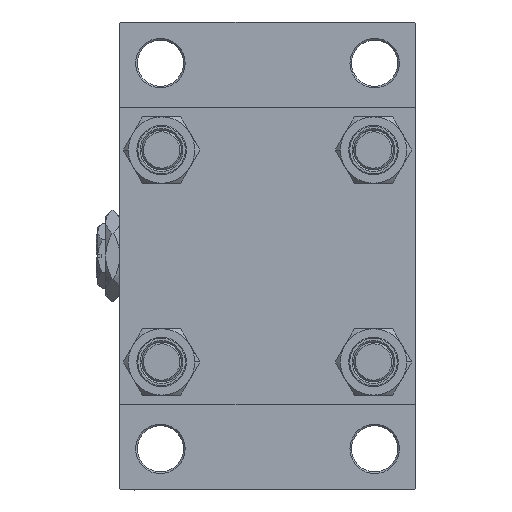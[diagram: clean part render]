
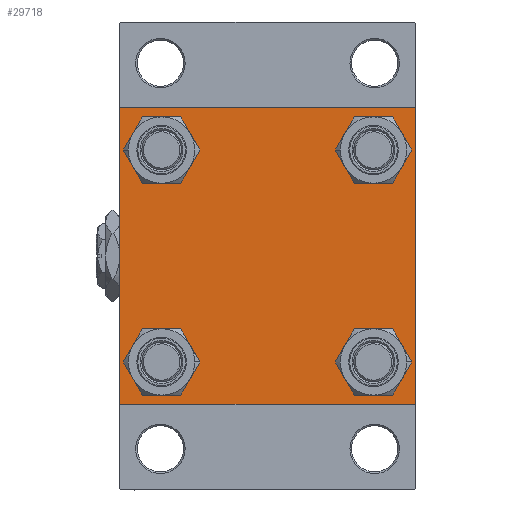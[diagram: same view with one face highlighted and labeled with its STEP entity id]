
A CAD part, left-side view. The second image highlights one B-rep face of the part: STEP entity #29718.
In plain terms, the highlighted planar face has unit normal (-1, 0, 0).
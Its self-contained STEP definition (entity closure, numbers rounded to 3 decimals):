
#795 = CARTESIAN_POINT ( 'NONE',  ( 0., -44.75, -44.75 ) ) ;
#1047 = CARTESIAN_POINT ( 'NONE',  ( 0., 32.15, 25.65 ) ) ;
#1137 = DIRECTION ( 'NONE',  ( 0., 0., 1. ) ) ;
#1210 = LINE ( 'NONE', #23739, #38134 ) ;
#1780 = VERTEX_POINT ( 'NONE', #19693 ) ;
#2067 = DIRECTION ( 'NONE',  ( 1., 0., 0. ) ) ;
#2979 = CARTESIAN_POINT ( 'NONE',  ( 0., 44.75, -44.75 ) ) ;
#3019 = DIRECTION ( 'NONE',  ( 0., 0., 1. ) ) ;
#3036 = CIRCLE ( 'NONE', #30981, 6.5 ) ;
#3934 = VERTEX_POINT ( 'NONE', #1047 ) ;
#4291 = VERTEX_POINT ( 'NONE', #43745 ) ;
#4657 = AXIS2_PLACEMENT_3D ( 'NONE', #40931, #21921, #37190 ) ;
#4696 = CARTESIAN_POINT ( 'NONE',  ( 0., 45., 45. ) ) ;
#4734 = VECTOR ( 'NONE', #36760, 1000. ) ;
#5670 = FACE_BOUND ( 'NONE', #18689, .T. ) ;
#5946 = DIRECTION ( 'NONE',  ( 0., -0.707, 0.707 ) ) ;
#5977 = CARTESIAN_POINT ( 'NONE',  ( 0., 32.15, 38.65 ) ) ;
#6116 = CARTESIAN_POINT ( 'NONE',  ( 0., 32.15, 32.15 ) ) ;
#6233 = VERTEX_POINT ( 'NONE', #24509 ) ;
#6279 = ORIENTED_EDGE ( 'NONE', *, *, #47645, .T. ) ;
#7438 = AXIS2_PLACEMENT_3D ( 'NONE', #32379, #28135, #44164 ) ;
#8195 = VERTEX_POINT ( 'NONE', #29061 ) ;
#8457 = EDGE_LOOP ( 'NONE', ( #19856, #29060, #40171, #27173, #24986, #12803, #18851, #48618 ) ) ;
#8563 = CARTESIAN_POINT ( 'NONE',  ( 0., 44.75, 44.75 ) ) ;
#9412 = EDGE_LOOP ( 'NONE', ( #23770, #6279 ) ) ;
#9517 = EDGE_CURVE ( 'NONE', #48720, #21383, #1210, .T. ) ;
#9654 = PLANE ( 'NONE',  #11981 ) ;
#11981 = AXIS2_PLACEMENT_3D ( 'NONE', #39699, #32928, #25429 ) ;
#12803 = ORIENTED_EDGE ( 'NONE', *, *, #43767, .T. ) ;
#13441 = VERTEX_POINT ( 'NONE', #5977 ) ;
#13749 = VERTEX_POINT ( 'NONE', #47220 ) ;
#13828 = CARTESIAN_POINT ( 'NONE',  ( 0., -32.15, -32.15 ) ) ;
#15370 = VERTEX_POINT ( 'NONE', #46022 ) ;
#15913 = CARTESIAN_POINT ( 'NONE',  ( 0., 45., 45. ) ) ;
#16077 = CARTESIAN_POINT ( 'NONE',  ( 0., -45., 45. ) ) ;
#16373 = CARTESIAN_POINT ( 'NONE',  ( 0., 44.5, -45. ) ) ;
#16411 = CARTESIAN_POINT ( 'NONE',  ( 0., 45., 44.5 ) ) ;
#17076 = CIRCLE ( 'NONE', #46632, 6.5 ) ;
#17559 = VERTEX_POINT ( 'NONE', #32674 ) ;
#17575 = VERTEX_POINT ( 'NONE', #21681 ) ;
#17684 = FACE_BOUND ( 'NONE', #18445, .T. ) ;
#17883 = ORIENTED_EDGE ( 'NONE', *, *, #40768, .T. ) ;
#17935 = FACE_BOUND ( 'NONE', #48844, .T. ) ;
#18188 = EDGE_CURVE ( 'NONE', #1780, #48720, #44511, .T. ) ;
#18445 = EDGE_LOOP ( 'NONE', ( #35636, #36009 ) ) ;
#18689 = EDGE_LOOP ( 'NONE', ( #17883, #32366 ) ) ;
#18851 = ORIENTED_EDGE ( 'NONE', *, *, #26943, .F. ) ;
#19693 = CARTESIAN_POINT ( 'NONE',  ( 0., 45., -44.5 ) ) ;
#19856 = ORIENTED_EDGE ( 'NONE', *, *, #46384, .T. ) ;
#20068 = CARTESIAN_POINT ( 'NONE',  ( 0., -44.75, 44.75 ) ) ;
#20291 = CARTESIAN_POINT ( 'NONE',  ( 0., -44.5, 45. ) ) ;
#20407 = CARTESIAN_POINT ( 'NONE',  ( 0., 32.15, -32.15 ) ) ;
#20428 = DIRECTION ( 'NONE',  ( 0., -1., 0. ) ) ;
#20576 = CIRCLE ( 'NONE', #48579, 6.5 ) ;
#20973 = VECTOR ( 'NONE', #39587, 1000. ) ;
#20977 = CARTESIAN_POINT ( 'NONE',  ( 0., -45., -44.5 ) ) ;
#21059 = VERTEX_POINT ( 'NONE', #20291 ) ;
#21184 = EDGE_CURVE ( 'NONE', #13441, #3934, #29368, .T. ) ;
#21218 = CARTESIAN_POINT ( 'NONE',  ( 0., -44.5, -45. ) ) ;
#21383 = VERTEX_POINT ( 'NONE', #21218 ) ;
#21384 = DIRECTION ( 'NONE',  ( 1., 0., 0. ) ) ;
#21681 = CARTESIAN_POINT ( 'NONE',  ( 0., 32.15, -25.65 ) ) ;
#21880 = CARTESIAN_POINT ( 'NONE',  ( 0., -32.15, -38.65 ) ) ;
#21921 = DIRECTION ( 'NONE',  ( 1., 0., 0. ) ) ;
#22998 = DIRECTION ( 'NONE',  ( 1., 0., 0. ) ) ;
#23080 = LINE ( 'NONE', #16077, #33451 ) ;
#23094 = EDGE_CURVE ( 'NONE', #13749, #26724, #23080, .T. ) ;
#23400 = DIRECTION ( 'NONE',  ( 0., 0., -1. ) ) ;
#23739 = CARTESIAN_POINT ( 'NONE',  ( 0., 45., -45. ) ) ;
#23770 = ORIENTED_EDGE ( 'NONE', *, *, #24733, .T. ) ;
#23838 = LINE ( 'NONE', #8563, #20973 ) ;
#24509 = CARTESIAN_POINT ( 'NONE',  ( 0., -32.15, 25.65 ) ) ;
#24683 = FACE_OUTER_BOUND ( 'NONE', #8457, .T. ) ;
#24733 = EDGE_CURVE ( 'NONE', #17575, #15370, #3036, .T. ) ;
#24986 = ORIENTED_EDGE ( 'NONE', *, *, #23094, .F. ) ;
#25295 = EDGE_CURVE ( 'NONE', #4291, #6233, #20576, .T. ) ;
#25429 = DIRECTION ( 'NONE',  ( 0., 0., 1. ) ) ;
#25485 = VECTOR ( 'NONE', #20428, 1000. ) ;
#26260 = CIRCLE ( 'NONE', #27842, 6.5 ) ;
#26724 = VERTEX_POINT ( 'NONE', #20977 ) ;
#26943 = EDGE_CURVE ( 'NONE', #8195, #21059, #38971, .T. ) ;
#27153 = LINE ( 'NONE', #15913, #33396 ) ;
#27173 = ORIENTED_EDGE ( 'NONE', *, *, #41964, .T. ) ;
#27528 = VECTOR ( 'NONE', #35801, 1000. ) ;
#27842 = AXIS2_PLACEMENT_3D ( 'NONE', #32073, #32319, #40093 ) ;
#28135 = DIRECTION ( 'NONE',  ( 1., 0., 0. ) ) ;
#28228 = VECTOR ( 'NONE', #5946, 1000. ) ;
#28918 = FACE_BOUND ( 'NONE', #9412, .T. ) ;
#29060 = ORIENTED_EDGE ( 'NONE', *, *, #18188, .T. ) ;
#29061 = CARTESIAN_POINT ( 'NONE',  ( 0., 44.5, 45. ) ) ;
#29368 = CIRCLE ( 'NONE', #38184, 6.5 ) ;
#29386 = CIRCLE ( 'NONE', #4657, 6.5 ) ;
#29718 = ADVANCED_FACE ( 'NONE', ( #17684, #5670, #28918, #17935, #24683 ), #9654, .T. ) ;
#30981 = AXIS2_PLACEMENT_3D ( 'NONE', #20407, #22998, #45535 ) ;
#31315 = DIRECTION ( 'NONE',  ( 0., 0., -1. ) ) ;
#31638 = ORIENTED_EDGE ( 'NONE', *, *, #21184, .T. ) ;
#32073 = CARTESIAN_POINT ( 'NONE',  ( 0., 32.15, -32.15 ) ) ;
#32261 = CARTESIAN_POINT ( 'NONE',  ( 0., -32.15, 32.15 ) ) ;
#32319 = DIRECTION ( 'NONE',  ( 1., 0., 0. ) ) ;
#32366 = ORIENTED_EDGE ( 'NONE', *, *, #41751, .T. ) ;
#32379 = CARTESIAN_POINT ( 'NONE',  ( 0., -32.15, -32.15 ) ) ;
#32674 = CARTESIAN_POINT ( 'NONE',  ( 0., -32.15, -25.65 ) ) ;
#32928 = DIRECTION ( 'NONE',  ( -1., 0., 0. ) ) ;
#33272 = CARTESIAN_POINT ( 'NONE',  ( 0., 32.15, 32.15 ) ) ;
#33396 = VECTOR ( 'NONE', #23400, 1000. ) ;
#33451 = VECTOR ( 'NONE', #31315, 1000. ) ;
#34426 = EDGE_CURVE ( 'NONE', #3934, #13441, #44080, .T. ) ;
#34437 = VERTEX_POINT ( 'NONE', #16411 ) ;
#35289 = AXIS2_PLACEMENT_3D ( 'NONE', #6116, #21384, #1137 ) ;
#35636 = ORIENTED_EDGE ( 'NONE', *, *, #25295, .T. ) ;
#35801 = DIRECTION ( 'NONE',  ( 0., 0.707, 0.707 ) ) ;
#35890 = EDGE_CURVE ( 'NONE', #8195, #34437, #23838, .T. ) ;
#36009 = ORIENTED_EDGE ( 'NONE', *, *, #45483, .T. ) ;
#36599 = DIRECTION ( 'NONE',  ( 0., 0., 1. ) ) ;
#36760 = DIRECTION ( 'NONE',  ( 0., -0.707, -0.707 ) ) ;
#37190 = DIRECTION ( 'NONE',  ( 0., 0., 1. ) ) ;
#37301 = DIRECTION ( 'NONE',  ( 1., 0., 0. ) ) ;
#38134 = VECTOR ( 'NONE', #47006, 1000. ) ;
#38184 = AXIS2_PLACEMENT_3D ( 'NONE', #33272, #37301, #3019 ) ;
#38877 = VERTEX_POINT ( 'NONE', #21880 ) ;
#38971 = LINE ( 'NONE', #4696, #25485 ) ;
#39587 = DIRECTION ( 'NONE',  ( 0., 0.707, -0.707 ) ) ;
#39699 = CARTESIAN_POINT ( 'NONE',  ( 0., 0., 0. ) ) ;
#40093 = DIRECTION ( 'NONE',  ( 0., 0., 1. ) ) ;
#40140 = ORIENTED_EDGE ( 'NONE', *, *, #34426, .T. ) ;
#40171 = ORIENTED_EDGE ( 'NONE', *, *, #9517, .T. ) ;
#40768 = EDGE_CURVE ( 'NONE', #17559, #38877, #45023, .T. ) ;
#40931 = CARTESIAN_POINT ( 'NONE',  ( 0., -32.15, 32.15 ) ) ;
#41751 = EDGE_CURVE ( 'NONE', #38877, #17559, #17076, .T. ) ;
#41964 = EDGE_CURVE ( 'NONE', #21383, #26724, #43727, .T. ) ;
#42352 = LINE ( 'NONE', #20068, #27528 ) ;
#43291 = DIRECTION ( 'NONE',  ( 1., 0., 0. ) ) ;
#43533 = DIRECTION ( 'NONE',  ( 0., 0., 1. ) ) ;
#43727 = LINE ( 'NONE', #795, #28228 ) ;
#43745 = CARTESIAN_POINT ( 'NONE',  ( 0., -32.15, 38.65 ) ) ;
#43767 = EDGE_CURVE ( 'NONE', #13749, #21059, #42352, .T. ) ;
#44080 = CIRCLE ( 'NONE', #35289, 6.5 ) ;
#44164 = DIRECTION ( 'NONE',  ( 0., 0., 1. ) ) ;
#44511 = LINE ( 'NONE', #2979, #4734 ) ;
#45023 = CIRCLE ( 'NONE', #7438, 6.5 ) ;
#45483 = EDGE_CURVE ( 'NONE', #6233, #4291, #29386, .T. ) ;
#45535 = DIRECTION ( 'NONE',  ( 0., 0., 1. ) ) ;
#46022 = CARTESIAN_POINT ( 'NONE',  ( 0., 32.15, -38.65 ) ) ;
#46384 = EDGE_CURVE ( 'NONE', #34437, #1780, #27153, .T. ) ;
#46632 = AXIS2_PLACEMENT_3D ( 'NONE', #13828, #2067, #36599 ) ;
#47006 = DIRECTION ( 'NONE',  ( 0., -1., 0. ) ) ;
#47220 = CARTESIAN_POINT ( 'NONE',  ( 0., -45., 44.5 ) ) ;
#47645 = EDGE_CURVE ( 'NONE', #15370, #17575, #26260, .T. ) ;
#48579 = AXIS2_PLACEMENT_3D ( 'NONE', #32261, #43291, #43533 ) ;
#48618 = ORIENTED_EDGE ( 'NONE', *, *, #35890, .T. ) ;
#48720 = VERTEX_POINT ( 'NONE', #16373 ) ;
#48844 = EDGE_LOOP ( 'NONE', ( #31638, #40140 ) ) ;
